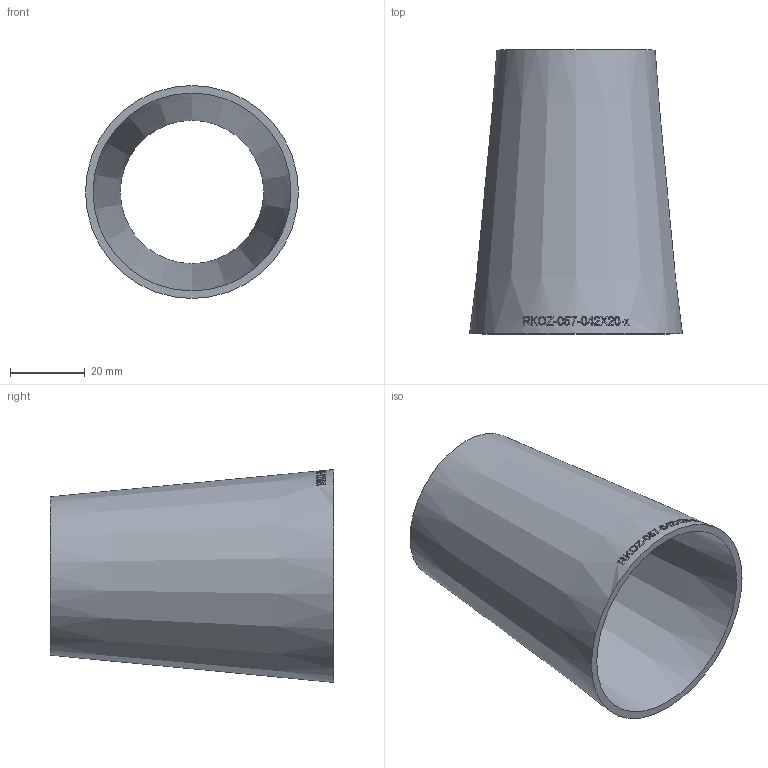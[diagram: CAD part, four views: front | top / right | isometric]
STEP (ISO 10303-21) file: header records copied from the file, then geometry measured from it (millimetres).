
FILE_DESCRIPTION (( 'STEP AP214' ), '1' );
FILE_NAME ('RKOZ-057-042X20-x Reduzierung aus Blech ISO-sonstige 2007.STEP', '2020-07-20T13:09:12', ( '' ), ( '' ), 'SwSTEP 2.0', 'SolidWorks 2019', '' );
FILE_SCHEMA (( 'AUTOMOTIVE_DESIGN' ));
Length unit declared in the file: millimetre
Products named in the file (1): RKOZ-057-042X20-x Reduzierung aus Blech ISO-sonstige 2007
Bounding box: 57 x 76 x 57 mm (x, y, z)
Volume: 22891.2 mm3; surface area: 23487.6 mm2
Topology: 1 solids, 1 shells, 215 faces, 570 edges, 380 vertices
Faces by surface type: bspline 188, cone 25, plane 2
Entity records: 20407 total; most frequent: CARTESIAN_POINT 14452, ORIENTED_EDGE 1136, EDGE_CURVE 568, B_SPLINE_CURVE_WITH_KNOTS 564, VERTEX_POINT 380, EDGE_LOOP 242, ADVANCED_FACE 215, FACE_OUTER_BOUND 215
